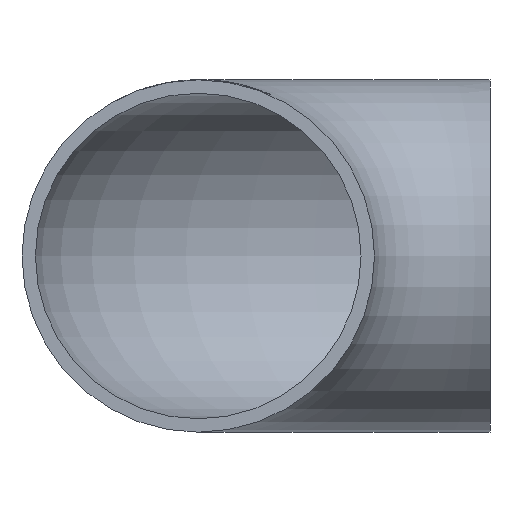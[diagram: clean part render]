
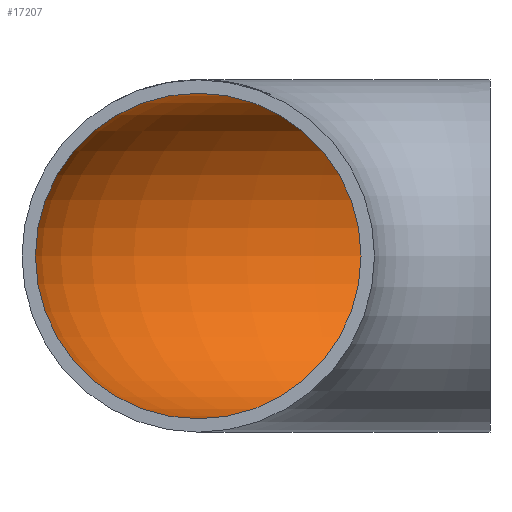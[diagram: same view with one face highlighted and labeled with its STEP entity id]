
A CAD part, front view. The second image highlights one B-rep face of the part: STEP entity #17207.
In plain terms, the highlighted toroidal (fillet/blend) face has major radius 63 mm and minor radius 35.15 mm.
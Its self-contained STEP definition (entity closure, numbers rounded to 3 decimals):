
#198 = DIRECTION ( 'NONE',  ( 0., 0., 1. ) ) ;
#1944 = AXIS2_PLACEMENT_3D ( 'NONE', #5462, #13997, #22523 ) ;
#2361 = CIRCLE ( 'NONE', #20884, 35.15 ) ;
#2975 = FACE_OUTER_BOUND ( 'NONE', #14983, .T. ) ;
#5241 = AXIS2_PLACEMENT_3D ( 'NONE', #11857, #13351, #13571 ) ;
#5462 = CARTESIAN_POINT ( 'NONE',  ( 0., 63., 0. ) ) ;
#7670 = EDGE_LOOP ( 'NONE', ( #9277 ) ) ;
#8321 = FACE_OUTER_BOUND ( 'NONE', #7670, .T. ) ;
#8506 = TOROIDAL_SURFACE ( 'NONE', #5241, 63., 35.15 ) ;
#8629 = DIRECTION ( 'NONE',  ( 0., 1., 0. ) ) ;
#9277 = ORIENTED_EDGE ( 'NONE', *, *, #18310, .F. ) ;
#11427 = CARTESIAN_POINT ( 'NONE',  ( -63., 0., 35.15 ) ) ;
#11857 = CARTESIAN_POINT ( 'NONE',  ( 0., 0., 0. ) ) ;
#12865 = CIRCLE ( 'NONE', #1944, 35.15 ) ;
#13351 = DIRECTION ( 'NONE',  ( 0., 0., -1. ) ) ;
#13571 = DIRECTION ( 'NONE',  ( -1., 0., 0. ) ) ;
#13997 = DIRECTION ( 'NONE',  ( 1., 0., 0. ) ) ;
#14983 = EDGE_LOOP ( 'NONE', ( #22511 ) ) ;
#15053 = CARTESIAN_POINT ( 'NONE',  ( 0., 98.15, 0. ) ) ;
#15279 = VERTEX_POINT ( 'NONE', #11427 ) ;
#15979 = EDGE_CURVE ( 'NONE', #17089, #17089, #12865, .T. ) ;
#17089 = VERTEX_POINT ( 'NONE', #15053 ) ;
#17207 = ADVANCED_FACE ( 'NONE', ( #2975, #8321 ), #8506, .F. ) ;
#17600 = CARTESIAN_POINT ( 'NONE',  ( -63., 0., 0. ) ) ;
#18310 = EDGE_CURVE ( 'NONE', #15279, #15279, #2361, .T. ) ;
#20884 = AXIS2_PLACEMENT_3D ( 'NONE', #17600, #8629, #198 ) ;
#22511 = ORIENTED_EDGE ( 'NONE', *, *, #15979, .T. ) ;
#22523 = DIRECTION ( 'NONE',  ( 0., 1., 0. ) ) ;
